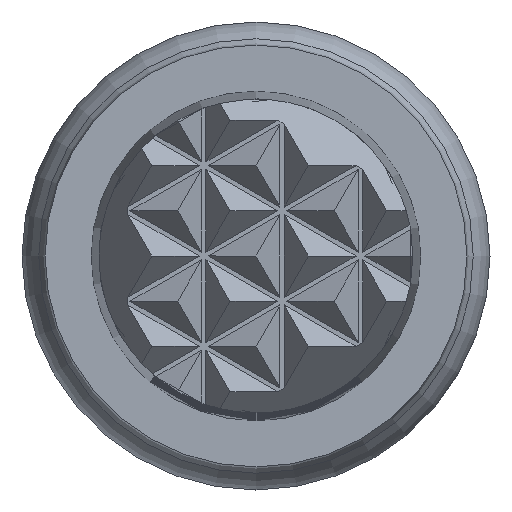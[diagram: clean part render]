
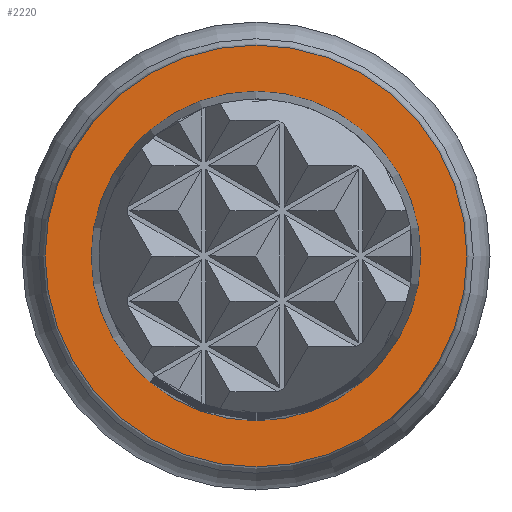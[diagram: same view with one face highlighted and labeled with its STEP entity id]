
A CAD part, left-side view. The second image highlights one B-rep face of the part: STEP entity #2220.
In plain terms, the highlighted planar face has unit normal (-1, 0, 0).
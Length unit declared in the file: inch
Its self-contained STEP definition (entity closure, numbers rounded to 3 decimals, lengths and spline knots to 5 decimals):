
#24 = EDGE_LOOP ( 'NONE', ( #97 ) ) ;
#97 = ORIENTED_EDGE ( 'NONE', *, *, #183, .T. ) ;
#183 = EDGE_CURVE ( 'NONE', #1967, #1967, #2285, .T. ) ;
#211 = AXIS2_PLACEMENT_3D ( 'NONE', #540, #1850, #786 ) ;
#279 = CARTESIAN_POINT ( 'NONE',  ( 0., 0., -0.02425 ) ) ;
#431 = FACE_BOUND ( 'NONE', #24, .T. ) ;
#507 = PLANE ( 'NONE',  #3155 ) ;
#540 = CARTESIAN_POINT ( 'NONE',  ( 0., 0., 0. ) ) ;
#721 = CARTESIAN_POINT ( 'NONE',  ( 0., 0., 0. ) ) ;
#750 = CARTESIAN_POINT ( 'NONE',  ( 0., 0.02725, 0. ) ) ;
#786 = DIRECTION ( 'NONE',  ( 0., 0., -1. ) ) ;
#832 = ORIENTED_EDGE ( 'NONE', *, *, #3020, .F. ) ;
#1030 = FACE_OUTER_BOUND ( 'NONE', #1474, .T. ) ;
#1073 = VERTEX_POINT ( 'NONE', #279 ) ;
#1450 = CARTESIAN_POINT ( 'NONE',  ( 0., 0., -0.01894 ) ) ;
#1474 = EDGE_LOOP ( 'NONE', ( #832 ) ) ;
#1767 = DIRECTION ( 'NONE',  ( 1., 0., 0. ) ) ;
#1801 = DIRECTION ( 'NONE',  ( 0., 0., -1. ) ) ;
#1850 = DIRECTION ( 'NONE',  ( 1., 0., 0. ) ) ;
#1967 = VERTEX_POINT ( 'NONE', #1450 ) ;
#1998 = DIRECTION ( 'NONE',  ( 1., 0., 0. ) ) ;
#2220 = ADVANCED_FACE ( 'NONE', ( #431, #1030 ), #507, .F. ) ;
#2285 = CIRCLE ( 'NONE', #211, 0.01894 ) ;
#2608 = AXIS2_PLACEMENT_3D ( 'NONE', #721, #1998, #2820 ) ;
#2820 = DIRECTION ( 'NONE',  ( 0., 0., -1. ) ) ;
#3020 = EDGE_CURVE ( 'NONE', #1073, #1073, #3270, .T. ) ;
#3155 = AXIS2_PLACEMENT_3D ( 'NONE', #750, #1767, #1801 ) ;
#3270 = CIRCLE ( 'NONE', #2608, 0.02425 ) ;
